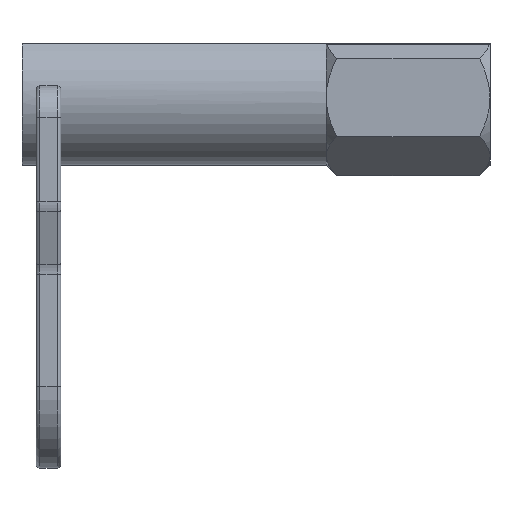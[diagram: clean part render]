
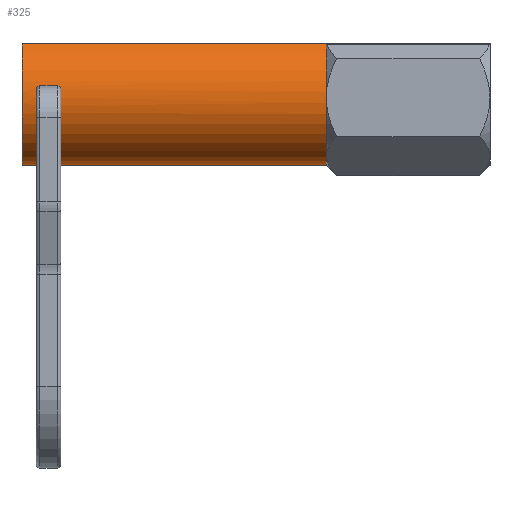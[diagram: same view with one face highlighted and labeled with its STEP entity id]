
A CAD part, left-side view. The second image highlights one B-rep face of the part: STEP entity #325.
In plain terms, the highlighted cylindrical face has radius 8.66 mm (diameter 17.32 mm), a partial arc.
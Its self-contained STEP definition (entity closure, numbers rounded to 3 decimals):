
#325 = ADVANCED_FACE ( 'NONE', ( #1567, #1566 ), #1563, .T. ) ;
#326 = EDGE_LOOP ( 'NONE', ( #327, #442, #445, #448, #361, #364 ) ) ;
#327 = ORIENTED_EDGE ( 'NONE', *, *, #328, .T. ) ;
#328 = EDGE_CURVE ( 'NONE', #329, #441, #1554, .T. ) ;
#329 = VERTEX_POINT ( 'NONE', #1547 ) ;
#334 = ORIENTED_EDGE ( 'NONE', *, *, #335, .T. ) ;
#335 = EDGE_CURVE ( 'NONE', #369, #336, #1599, .T. ) ;
#336 = VERTEX_POINT ( 'NONE', #1595 ) ;
#337 = ORIENTED_EDGE ( 'NONE', *, *, #338, .T. ) ;
#338 = EDGE_CURVE ( 'NONE', #336, #339, #1594, .T. ) ;
#339 = VERTEX_POINT ( 'NONE', #1589 ) ;
#340 = ORIENTED_EDGE ( 'NONE', *, *, #341, .T. ) ;
#341 = EDGE_CURVE ( 'NONE', #339, #370, #1588, .T. ) ;
#361 = ORIENTED_EDGE ( 'NONE', *, *, #362, .T. ) ;
#362 = EDGE_CURVE ( 'NONE', #450, #363, #1620, .T. ) ;
#363 = VERTEX_POINT ( 'NONE', #1619 ) ;
#364 = ORIENTED_EDGE ( 'NONE', *, *, #365, .T. ) ;
#365 = EDGE_CURVE ( 'NONE', #363, #329, #1618, .T. ) ;
#366 = EDGE_LOOP ( 'NONE', ( #367, #334, #337, #340 ) ) ;
#367 = ORIENTED_EDGE ( 'NONE', *, *, #368, .F. ) ;
#368 = EDGE_CURVE ( 'NONE', #369, #370, #1663, .T. ) ;
#369 = VERTEX_POINT ( 'NONE', #1659 ) ;
#370 = VERTEX_POINT ( 'NONE', #1658 ) ;
#441 = VERTEX_POINT ( 'NONE', #1761 ) ;
#442 = ORIENTED_EDGE ( 'NONE', *, *, #443, .F. ) ;
#443 = EDGE_CURVE ( 'NONE', #444, #441, #1824, .T. ) ;
#444 = VERTEX_POINT ( 'NONE', #1819 ) ;
#445 = ORIENTED_EDGE ( 'NONE', *, *, #446, .T. ) ;
#446 = EDGE_CURVE ( 'NONE', #444, #447, #1818, .T. ) ;
#447 = VERTEX_POINT ( 'NONE', #1817 ) ;
#448 = ORIENTED_EDGE ( 'NONE', *, *, #449, .T. ) ;
#449 = EDGE_CURVE ( 'NONE', #447, #450, #1810, .T. ) ;
#450 = VERTEX_POINT ( 'NONE', #1806 ) ;
#1547 = CARTESIAN_POINT ( 'NONE',  ( -8.426, 55., -2. ) ) ;
#1548 = DIRECTION ( 'NONE',  ( 0., 1., 0. ) ) ;
#1549 = VECTOR ( 'NONE', #1548, 1000. ) ;
#1550 = CARTESIAN_POINT ( 'NONE',  ( -8.426, -0.001, -2. ) ) ;
#1551 = DIRECTION ( 'NONE',  ( 0., 0., -1. ) ) ;
#1552 = DIRECTION ( 'NONE',  ( 0., -1., 0. ) ) ;
#1553 = AXIS2_PLACEMENT_3D ( 'NONE', #1564, #1552, #1551 ) ;
#1554 = LINE ( 'NONE', #1550, #1549 ) ;
#1563 = CYLINDRICAL_SURFACE ( 'NONE', #1553, 8.66 ) ;
#1564 = CARTESIAN_POINT ( 'NONE',  ( 0., 60., 0. ) ) ;
#1566 = FACE_OUTER_BOUND ( 'NONE', #366, .T. ) ;
#1567 = FACE_BOUND ( 'NONE', #326, .T. ) ;
#1585 = DIRECTION ( 'NONE',  ( 0., 1., 0. ) ) ;
#1586 = VECTOR ( 'NONE', #1585, 1000. ) ;
#1587 = CARTESIAN_POINT ( 'NONE',  ( -5.245, 21., 6.892 ) ) ;
#1588 = LINE ( 'NONE', #1587, #1586 ) ;
#1589 = CARTESIAN_POINT ( 'NONE',  ( -5.245, 21., 6.892 ) ) ;
#1590 = DIRECTION ( 'NONE',  ( 0., 0., 1. ) ) ;
#1591 = DIRECTION ( 'NONE',  ( 0., 1., 0. ) ) ;
#1592 = CARTESIAN_POINT ( 'NONE',  ( 0., 21., 0. ) ) ;
#1593 = AXIS2_PLACEMENT_3D ( 'NONE', #1592, #1591, #1590 ) ;
#1594 = CIRCLE ( 'NONE', #1593, 8.66 ) ;
#1595 = CARTESIAN_POINT ( 'NONE',  ( 0., 21., -8.66 ) ) ;
#1596 = DIRECTION ( 'NONE',  ( 0., -1., 0. ) ) ;
#1597 = VECTOR ( 'NONE', #1596, 1000. ) ;
#1598 = CARTESIAN_POINT ( 'NONE',  ( 0., 60., -8.66 ) ) ;
#1599 = LINE ( 'NONE', #1598, #1597 ) ;
#1608 = DIRECTION ( 'NONE',  ( 0., -1., 0. ) ) ;
#1609 = CARTESIAN_POINT ( 'NONE',  ( 0., 55., 0. ) ) ;
#1610 = AXIS2_PLACEMENT_3D ( 'NONE', #1609, #1608, #1664 ) ;
#1611 = CARTESIAN_POINT ( 'NONE',  ( 0., 60., 0. ) ) ;
#1612 = CARTESIAN_POINT ( 'NONE',  ( -8.602, 55., 1.004 ) ) ;
#1613 = CARTESIAN_POINT ( 'NONE',  ( -8.586, 55., 1.136 ) ) ;
#1614 = CARTESIAN_POINT ( 'NONE',  ( -8.568, 55.054, 1.264 ) ) ;
#1615 = CARTESIAN_POINT ( 'NONE',  ( -8.539, 55.239, 1.446 ) ) ;
#1616 = CARTESIAN_POINT ( 'NONE',  ( -8.529, 55.368, 1.5 ) ) ;
#1617 = CARTESIAN_POINT ( 'NONE',  ( -8.529, 55.5, 1.5 ) ) ;
#1618 = CIRCLE ( 'NONE', #1610, 8.66 ) ;
#1619 = CARTESIAN_POINT ( 'NONE',  ( -8.602, 55., 1.004 ) ) ;
#1620 = B_SPLINE_CURVE_WITH_KNOTS ( 'NONE', 3,
 ( #1617, #1616, #1615, #1614, #1613, #1612 ),
 .UNSPECIFIED., .F., .F.,
 ( 4, 2, 4 ),
 ( 0., 0., 0.001 ),
 .UNSPECIFIED. ) ;
#1658 = CARTESIAN_POINT ( 'NONE',  ( -5.245, 60., 6.892 ) ) ;
#1659 = CARTESIAN_POINT ( 'NONE',  ( 0., 60., -8.66 ) ) ;
#1660 = DIRECTION ( 'NONE',  ( 0., 0., 1. ) ) ;
#1661 = DIRECTION ( 'NONE',  ( 0., 1., 0. ) ) ;
#1662 = AXIS2_PLACEMENT_3D ( 'NONE', #1611, #1661, #1660 ) ;
#1663 = CIRCLE ( 'NONE', #1662, 8.66 ) ;
#1664 = DIRECTION ( 'NONE',  ( 0., 0., 1. ) ) ;
#1761 = CARTESIAN_POINT ( 'NONE',  ( -8.426, 58.2, -2. ) ) ;
#1806 = CARTESIAN_POINT ( 'NONE',  ( -8.529, 55.5, 1.5 ) ) ;
#1807 = DIRECTION ( 'NONE',  ( 0., -1., 0. ) ) ;
#1808 = VECTOR ( 'NONE', #1807, 1000. ) ;
#1809 = CARTESIAN_POINT ( 'NONE',  ( -8.529, 58.2, 1.5 ) ) ;
#1810 = LINE ( 'NONE', #1809, #1808 ) ;
#1811 = CARTESIAN_POINT ( 'NONE',  ( -8.529, 57.7, 1.5 ) ) ;
#1812 = CARTESIAN_POINT ( 'NONE',  ( -8.529, 57.832, 1.5 ) ) ;
#1813 = CARTESIAN_POINT ( 'NONE',  ( -8.539, 57.962, 1.446 ) ) ;
#1814 = CARTESIAN_POINT ( 'NONE',  ( -8.568, 58.146, 1.264 ) ) ;
#1815 = CARTESIAN_POINT ( 'NONE',  ( -8.586, 58.2, 1.136 ) ) ;
#1816 = CARTESIAN_POINT ( 'NONE',  ( -8.602, 58.2, 1.004 ) ) ;
#1817 = CARTESIAN_POINT ( 'NONE',  ( -8.529, 57.7, 1.5 ) ) ;
#1818 = B_SPLINE_CURVE_WITH_KNOTS ( 'NONE', 3,
 ( #1816, #1815, #1814, #1813, #1812, #1811 ),
 .UNSPECIFIED., .F., .F.,
 ( 4, 2, 4 ),
 ( 0., 0., 0.001 ),
 .UNSPECIFIED. ) ;
#1819 = CARTESIAN_POINT ( 'NONE',  ( -8.602, 58.2, 1.004 ) ) ;
#1820 = DIRECTION ( 'NONE',  ( 0., 0., 1. ) ) ;
#1821 = DIRECTION ( 'NONE',  ( 0., -1., 0. ) ) ;
#1822 = CARTESIAN_POINT ( 'NONE',  ( 0., 58.2, 0. ) ) ;
#1823 = AXIS2_PLACEMENT_3D ( 'NONE', #1822, #1821, #1820 ) ;
#1824 = CIRCLE ( 'NONE', #1823, 8.66 ) ;
